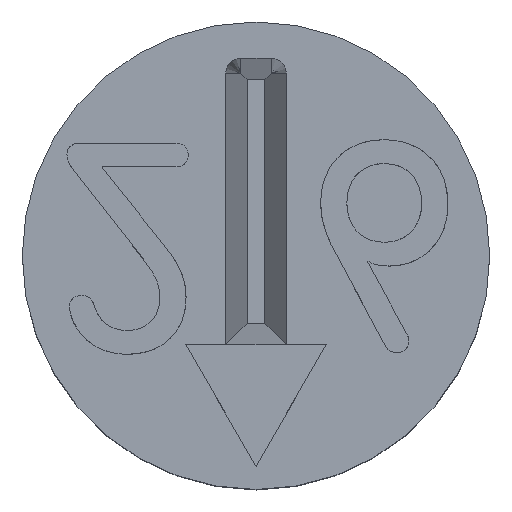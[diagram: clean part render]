
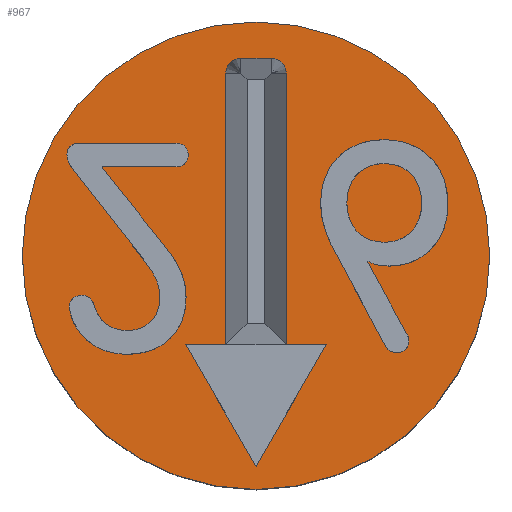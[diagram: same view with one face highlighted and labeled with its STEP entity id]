
A CAD part, top view. The second image highlights one B-rep face of the part: STEP entity #967.
In plain terms, the highlighted planar face has unit normal (0, 0, 1).
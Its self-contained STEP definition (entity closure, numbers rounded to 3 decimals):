
#23=CIRCLE('',#1024,1.55);
#24=CIRCLE('',#1025,0.1);
#25=CIRCLE('',#1026,0.1);
#39=FACE_BOUND('',#165,.T.);
#57=PLANE('',#1023);
#106=FACE_OUTER_BOUND('',#164,.T.);
#164=EDGE_LOOP('',(#836));
#165=EDGE_LOOP('',(#837,#838,#839,#840,#841,#842,#843,#844,#845));
#230=LINE('',#1761,#309);
#232=LINE('',#1765,#311);
#236=LINE('',#1773,#315);
#239=LINE('',#1778,#318);
#241=LINE('',#1785,#320);
#242=LINE('',#1789,#321);
#243=LINE('',#1792,#322);
#309=VECTOR('',#1126,10.);
#311=VECTOR('',#1128,10.);
#315=VECTOR('',#1134,10.);
#318=VECTOR('',#1139,10.);
#320=VECTOR('',#1147,10.);
#321=VECTOR('',#1150,10.);
#322=VECTOR('',#1153,10.);
#455=VERTEX_POINT('',#1759);
#456=VERTEX_POINT('',#1760);
#457=VERTEX_POINT('',#1762);
#458=VERTEX_POINT('',#1764);
#461=VERTEX_POINT('',#1772);
#463=VERTEX_POINT('',#1782);
#464=VERTEX_POINT('',#1784);
#465=VERTEX_POINT('',#1786);
#466=VERTEX_POINT('',#1788);
#467=VERTEX_POINT('',#1790);
#580=EDGE_CURVE('',#455,#456,#230,.T.);
#582=EDGE_CURVE('',#458,#457,#232,.T.);
#586=EDGE_CURVE('',#456,#461,#236,.T.);
#589=EDGE_CURVE('',#461,#458,#239,.T.);
#591=EDGE_CURVE('',#463,#463,#23,.T.);
#592=EDGE_CURVE('',#457,#464,#241,.T.);
#593=EDGE_CURVE('',#464,#465,#24,.T.);
#594=EDGE_CURVE('',#465,#466,#242,.T.);
#595=EDGE_CURVE('',#466,#467,#25,.T.);
#596=EDGE_CURVE('',#467,#455,#243,.T.);
#836=ORIENTED_EDGE('',*,*,#591,.F.);
#837=ORIENTED_EDGE('',*,*,#580,.T.);
#838=ORIENTED_EDGE('',*,*,#586,.T.);
#839=ORIENTED_EDGE('',*,*,#589,.T.);
#840=ORIENTED_EDGE('',*,*,#582,.T.);
#841=ORIENTED_EDGE('',*,*,#592,.T.);
#842=ORIENTED_EDGE('',*,*,#593,.T.);
#843=ORIENTED_EDGE('',*,*,#594,.T.);
#844=ORIENTED_EDGE('',*,*,#595,.T.);
#845=ORIENTED_EDGE('',*,*,#596,.T.);
#967=ADVANCED_FACE('',(#106,#39),#57,.F.);
#1023=AXIS2_PLACEMENT_3D('',#1781,#1143,#1144);
#1024=AXIS2_PLACEMENT_3D('',#1783,#1145,#1146);
#1025=AXIS2_PLACEMENT_3D('',#1787,#1148,#1149);
#1026=AXIS2_PLACEMENT_3D('',#1791,#1151,#1152);
#1126=DIRECTION('',(1.,0.,0.));
#1128=DIRECTION('',(1.,0.,0.));
#1134=DIRECTION('',(-0.5,-0.866,0.));
#1139=DIRECTION('',(-0.5,0.866,0.));
#1143=DIRECTION('center_axis',(0.,0.,-1.));
#1144=DIRECTION('ref_axis',(-1.,0.,0.));
#1145=DIRECTION('center_axis',(0.,0.,-1.));
#1146=DIRECTION('ref_axis',(-1.,0.,0.));
#1147=DIRECTION('',(0.,1.,0.));
#1148=DIRECTION('center_axis',(0.,0.,-1.));
#1149=DIRECTION('ref_axis',(0.,-1.,0.));
#1150=DIRECTION('',(1.,0.,0.));
#1151=DIRECTION('center_axis',(0.,0.,-1.));
#1152=DIRECTION('ref_axis',(-1.,0.,0.));
#1153=DIRECTION('',(0.,-1.,0.));
#1759=CARTESIAN_POINT('',(0.2,-0.59,2.));
#1760=CARTESIAN_POINT('',(0.466,-0.59,2.));
#1761=CARTESIAN_POINT('',(0.233,-0.59,2.));
#1762=CARTESIAN_POINT('',(-0.2,-0.59,2.));
#1764=CARTESIAN_POINT('',(-0.466,-0.59,2.));
#1765=CARTESIAN_POINT('',(0.233,-0.59,2.));
#1772=CARTESIAN_POINT('',(0.,-1.396,2.));
#1773=CARTESIAN_POINT('',(0.302,-0.873,2.));
#1778=CARTESIAN_POINT('',(-0.535,-0.47,2.));
#1781=CARTESIAN_POINT('Origin',(0.,0.,2.));
#1782=CARTESIAN_POINT('',(1.55,0.,2.));
#1783=CARTESIAN_POINT('Origin',(0.,0.,2.));
#1784=CARTESIAN_POINT('',(-0.2,1.21,2.));
#1785=CARTESIAN_POINT('',(-0.2,0.605,2.));
#1786=CARTESIAN_POINT('',(-0.1,1.31,2.));
#1787=CARTESIAN_POINT('Origin',(-0.1,1.21,2.));
#1788=CARTESIAN_POINT('',(0.1,1.31,2.));
#1789=CARTESIAN_POINT('',(0.05,1.31,2.));
#1790=CARTESIAN_POINT('',(0.2,1.21,2.));
#1791=CARTESIAN_POINT('Origin',(0.1,1.21,2.));
#1792=CARTESIAN_POINT('',(0.2,-0.295,2.));
